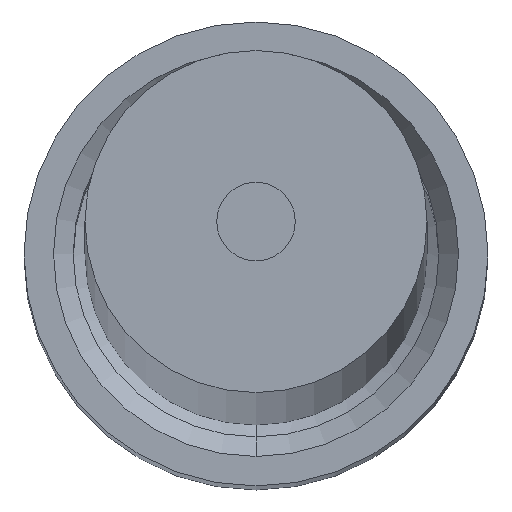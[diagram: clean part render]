
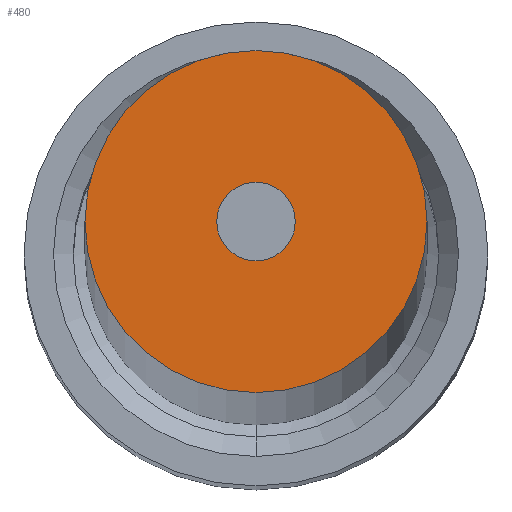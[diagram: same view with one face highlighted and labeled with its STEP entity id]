
A CAD part, top view. The second image highlights one B-rep face of the part: STEP entity #480.
In plain terms, the highlighted face is planar.
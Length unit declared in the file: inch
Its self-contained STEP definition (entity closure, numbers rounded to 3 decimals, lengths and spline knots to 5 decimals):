
#355=CARTESIAN_POINT('',(0.,0.,0.));
#356=DIRECTION('',(0.,0.,1.));
#357=DIRECTION('',(1.,0.,0.));
#358=AXIS2_PLACEMENT_3D('',#355,#356,#357);
#360=CARTESIAN_POINT('',(0.,0.,0.));
#361=DIRECTION('',(0.,0.,1.));
#362=DIRECTION('',(-1.,0.,0.));
#363=AXIS2_PLACEMENT_3D('',#360,#361,#362);
#365=CARTESIAN_POINT('',(0.,0.,0.));
#366=DIRECTION('',(0.,0.,1.));
#367=DIRECTION('',(1.,0.,0.));
#368=AXIS2_PLACEMENT_3D('',#365,#366,#367);
#370=CARTESIAN_POINT('',(0.,0.,0.));
#371=DIRECTION('',(0.,0.,1.));
#372=DIRECTION('',(-1.,0.,0.));
#373=AXIS2_PLACEMENT_3D('',#370,#371,#372);
#439=CARTESIAN_POINT('',(0.0435,0.,0.));
#440=CARTESIAN_POINT('',(-0.0435,0.,0.));
#441=VERTEX_POINT('',#439);
#442=VERTEX_POINT('',#440);
#455=CARTESIAN_POINT('',(0.01,0.,0.));
#456=CARTESIAN_POINT('',(-0.01,0.,0.));
#457=VERTEX_POINT('',#455);
#458=VERTEX_POINT('',#456);
#463=CARTESIAN_POINT('',(0.,0.,0.));
#464=DIRECTION('',(0.,0.,1.));
#465=DIRECTION('',(1.,0.,0.));
#466=AXIS2_PLACEMENT_3D('',#463,#464,#465);
#467=PLANE('',#466);
#469=ORIENTED_EDGE('',*,*,#468,.T.);
#471=ORIENTED_EDGE('',*,*,#470,.T.);
#472=EDGE_LOOP('',(#469,#471));
#473=FACE_OUTER_BOUND('',#472,.F.);
#475=ORIENTED_EDGE('',*,*,#474,.F.);
#477=ORIENTED_EDGE('',*,*,#476,.F.);
#478=EDGE_LOOP('',(#475,#477));
#479=FACE_BOUND('',#478,.F.);
#480=ADVANCED_FACE('',(#473,#479),#467,.F.);
#359=CIRCLE('',#358,0.0435);
#364=CIRCLE('',#363,0.0435);
#369=CIRCLE('',#368,0.01);
#374=CIRCLE('',#373,0.01);
#468=EDGE_CURVE('',#441,#442,#359,.T.);
#470=EDGE_CURVE('',#442,#441,#364,.T.);
#474=EDGE_CURVE('',#457,#458,#369,.T.);
#476=EDGE_CURVE('',#458,#457,#374,.T.);
